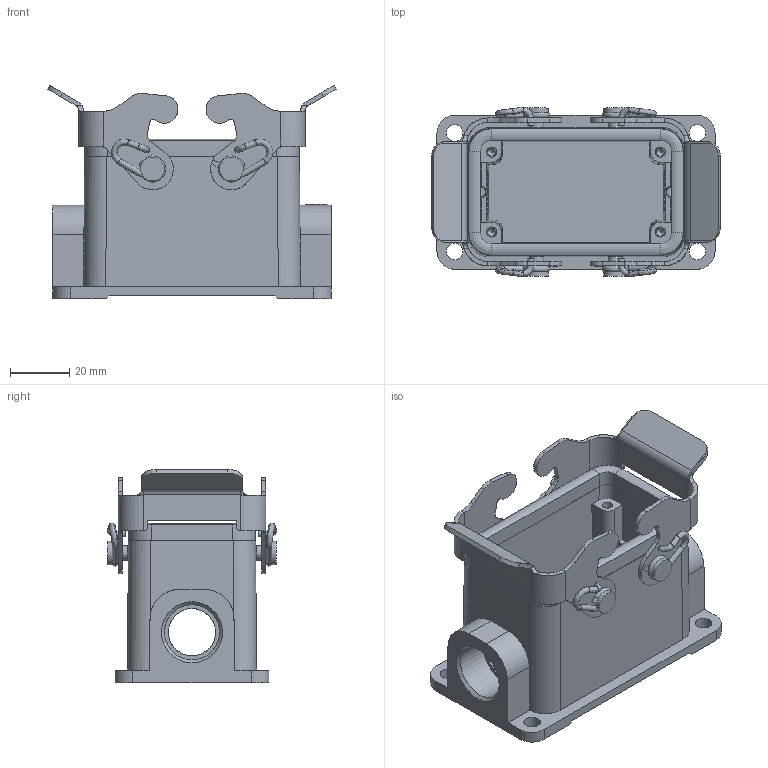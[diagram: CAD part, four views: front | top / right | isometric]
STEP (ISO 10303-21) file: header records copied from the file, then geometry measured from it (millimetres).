
FILE_DESCRIPTION(/* description */ (''),/* implementation_level */ '2;1');
FILE_NAME(/* name */ '100184934ugm000_c.stp',/* time_stamp */ '2021-04-01T07:29:50+02:00',/* author */ (''),/* organization */ (''),/* preprocessor_version */ 'ST-DEVELOPER v16.7',/* originating_system */ 'SIEMENS PLM Software NX 1911',/* authorisation */ '');
FILE_SCHEMA (('AUTOMOTIVE_DESIGN { 1 0 10303 214 3 1 1 1 }'));
Length unit declared in the file: millimetre
Products named in the file (1): 100184934ugm000_c
Bounding box: 97.62 x 57.4 x 72.05 mm (x, y, z)
Volume: 82743.6 mm3; surface area: 45019 mm2
Topology: 3 solids, 3 shells, 443 faces, 1164 edges, 756 vertices
Faces by surface type: plane 239, cylinder 121, bspline 60, cone 12, torus 8, extrusion 3
Full cylindrical faces by diameter (mm): 0.56 x1, 0.8 x1, 2.74 x4, 4.77 x4, 5.6 x4, 8 x4, 16 x2, 18.6 x2
Entity records: 19604 total; most frequent: CARTESIAN_POINT 6390, ORIENTED_EDGE 2148, DIRECTION 1881, EDGE_CURVE 1074, VERTEX_POINT 726, AXIS2_PLACEMENT_3D 643, VECTOR 595, LINE 592
